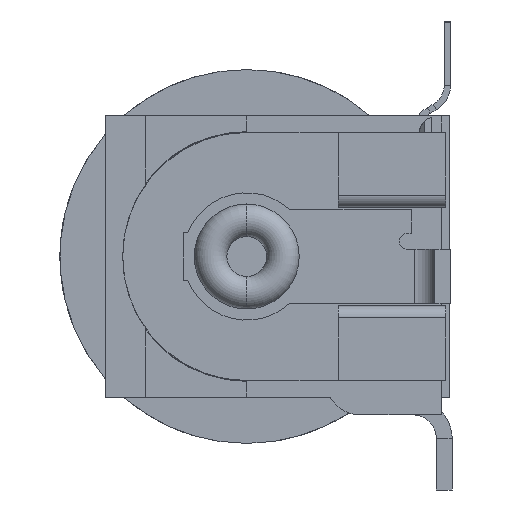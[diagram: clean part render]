
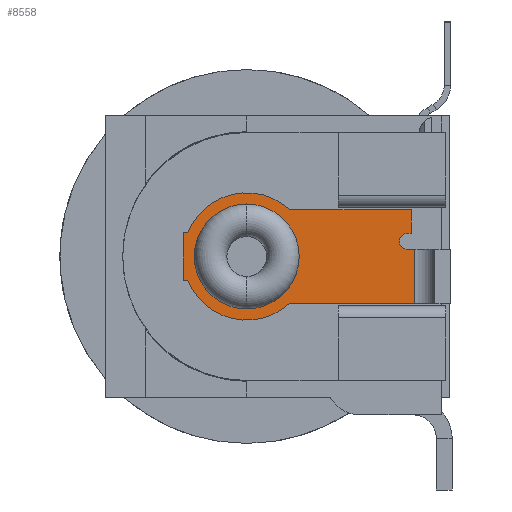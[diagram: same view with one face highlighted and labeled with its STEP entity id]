
A CAD part, left-side view. The second image highlights one B-rep face of the part: STEP entity #8558.
In plain terms, the highlighted planar face has unit normal (-1, 0, 0).
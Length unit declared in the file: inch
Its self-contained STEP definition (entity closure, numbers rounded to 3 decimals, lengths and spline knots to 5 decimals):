
#215 = VERTEX_POINT ( 'NONE', #11916 ) ;
#239 = ORIENTED_EDGE ( 'NONE', *, *, #14378, .F. ) ;
#512 = VERTEX_POINT ( 'NONE', #5890 ) ;
#546 = CARTESIAN_POINT ( 'NONE',  ( -0.347, 0., 0. ) ) ;
#692 = DIRECTION ( 'NONE',  ( 0., 1., 0. ) ) ;
#695 = VERTEX_POINT ( 'NONE', #4273 ) ;
#759 = DIRECTION ( 'NONE',  ( 0., -1., 0. ) ) ;
#807 = LINE ( 'NONE', #5986, #6555 ) ;
#835 = EDGE_CURVE ( 'NONE', #7635, #512, #11971, .T. ) ;
#1080 = CARTESIAN_POINT ( 'NONE',  ( -0.347, 0.07416, 0.03 ) ) ;
#1578 = ORIENTED_EDGE ( 'NONE', *, *, #1941, .T. ) ;
#1588 = VERTEX_POINT ( 'NONE', #10855 ) ;
#1608 = ORIENTED_EDGE ( 'NONE', *, *, #835, .T. ) ;
#1629 = VECTOR ( 'NONE', #3063, 39.37008 ) ;
#1692 = DIRECTION ( 'NONE',  ( 0., -1., 0. ) ) ;
#1726 = AXIS2_PLACEMENT_3D ( 'NONE', #10464, #3510, #11608 ) ;
#1739 = VERTEX_POINT ( 'NONE', #3207 ) ;
#1796 = DIRECTION ( 'NONE',  ( 0., 1., 0. ) ) ;
#1941 = EDGE_CURVE ( 'NONE', #1588, #215, #5430, .T. ) ;
#2139 = ORIENTED_EDGE ( 'NONE', *, *, #9966, .F. ) ;
#2162 = ORIENTED_EDGE ( 'NONE', *, *, #13990, .T. ) ;
#2316 = CARTESIAN_POINT ( 'NONE',  ( -0.347, 0., 0. ) ) ;
#2457 = ORIENTED_EDGE ( 'NONE', *, *, #3444, .T. ) ;
#2708 = LINE ( 'NONE', #6407, #11554 ) ;
#3063 = DIRECTION ( 'NONE',  ( 0., 0., 1. ) ) ;
#3167 = DIRECTION ( 'NONE',  ( 0., -1., 0. ) ) ;
#3207 = CARTESIAN_POINT ( 'NONE',  ( -0.347, -0.05403, -0.059 ) ) ;
#3304 = CARTESIAN_POINT ( 'NONE',  ( -0.347, 0., -0.03 ) ) ;
#3433 = DIRECTION ( 'NONE',  ( 0., -1., 0. ) ) ;
#3444 = EDGE_CURVE ( 'NONE', #12983, #1588, #4854, .T. ) ;
#3510 = DIRECTION ( 'NONE',  ( -1., 0., 0. ) ) ;
#3525 = EDGE_LOOP ( 'NONE', ( #11138, #239 ) ) ;
#4208 = CARTESIAN_POINT ( 'NONE',  ( -0.347, -0.21137, 0. ) ) ;
#4213 = CARTESIAN_POINT ( 'NONE',  ( -0.347, 0., -0.059 ) ) ;
#4273 = CARTESIAN_POINT ( 'NONE',  ( -0.347, -0.21137, 0.009 ) ) ;
#4423 = VECTOR ( 'NONE', #7287, 39.37008 ) ;
#4716 = CIRCLE ( 'NONE', #5308, 0.066 ) ;
#4782 = FACE_OUTER_BOUND ( 'NONE', #7555, .T. ) ;
#4787 = LINE ( 'NONE', #10737, #4423 ) ;
#4822 = EDGE_CURVE ( 'NONE', #695, #12983, #2708, .T. ) ;
#4854 = CIRCLE ( 'NONE', #12485, 0.01 ) ;
#4954 = EDGE_CURVE ( 'NONE', #10162, #695, #13907, .T. ) ;
#5274 = VECTOR ( 'NONE', #12662, 39.37008 ) ;
#5308 = AXIS2_PLACEMENT_3D ( 'NONE', #14588, #7644, #759 ) ;
#5312 = VERTEX_POINT ( 'NONE', #12938 ) ;
#5316 = CARTESIAN_POINT ( 'NONE',  ( -0.347, -0.202, 0.009 ) ) ;
#5430 = LINE ( 'NONE', #8057, #11590 ) ;
#5436 = PLANE ( 'NONE',  #8949 ) ;
#5808 = VECTOR ( 'NONE', #692, 39.37008 ) ;
#5890 = CARTESIAN_POINT ( 'NONE',  ( -0.347, -0.05403, 0.059 ) ) ;
#5986 = CARTESIAN_POINT ( 'NONE',  ( -0.347, 0., 0.03 ) ) ;
#6211 = CARTESIAN_POINT ( 'NONE',  ( -0.347, 0.08, -0.03 ) ) ;
#6260 = CARTESIAN_POINT ( 'NONE',  ( -0.347, 0.07416, -0.03 ) ) ;
#6362 = CARTESIAN_POINT ( 'NONE',  ( -0.347, -0.207, 0.059 ) ) ;
#6407 = CARTESIAN_POINT ( 'NONE',  ( -0.347, 0., 0.009 ) ) ;
#6555 = VECTOR ( 'NONE', #12920, 39.37008 ) ;
#6604 = CARTESIAN_POINT ( 'NONE',  ( -0.347, -0.202, 0.019 ) ) ;
#6683 = ORIENTED_EDGE ( 'NONE', *, *, #4822, .T. ) ;
#6704 = CARTESIAN_POINT ( 'NONE',  ( -0.347, 0., 0.059 ) ) ;
#7287 = DIRECTION ( 'NONE',  ( 0., 0., -1. ) ) ;
#7517 = FACE_BOUND ( 'NONE', #3525, .T. ) ;
#7555 = EDGE_LOOP ( 'NONE', ( #2139, #1608, #11804, #2162, #9019, #12339, #13741, #8925, #11471, #6683, #2457, #1578 ) ) ;
#7635 = VERTEX_POINT ( 'NONE', #6362 ) ;
#7644 = DIRECTION ( 'NONE',  ( -1., 0., 0. ) ) ;
#7768 = DIRECTION ( 'NONE',  ( 0., -1., 0. ) ) ;
#8057 = CARTESIAN_POINT ( 'NONE',  ( -0.347, 0., 0.029 ) ) ;
#8290 = VERTEX_POINT ( 'NONE', #6211 ) ;
#8342 = EDGE_CURVE ( 'NONE', #512, #9358, #8967, .T. ) ;
#8366 = LINE ( 'NONE', #3304, #5274 ) ;
#8382 = VERTEX_POINT ( 'NONE', #6260 ) ;
#8423 = LINE ( 'NONE', #9858, #11858 ) ;
#8513 = AXIS2_PLACEMENT_3D ( 'NONE', #2316, #10389, #3433 ) ;
#8532 = EDGE_CURVE ( 'NONE', #1739, #10162, #10965, .T. ) ;
#8558 = ADVANCED_FACE ( 'NONE', ( #7517, #4782 ), #5436, .T. ) ;
#8578 = DIRECTION ( 'NONE',  ( -1., 0., 0. ) ) ;
#8674 = DIRECTION ( 'NONE',  ( 0., 0., -1. ) ) ;
#8707 = CIRCLE ( 'NONE', #8513, 0.08 ) ;
#8754 = EDGE_CURVE ( 'NONE', #5312, #10783, #14957, .T. ) ;
#8885 = CARTESIAN_POINT ( 'NONE',  ( -0.347, 0., 0. ) ) ;
#8925 = ORIENTED_EDGE ( 'NONE', *, *, #8532, .T. ) ;
#8930 = CARTESIAN_POINT ( 'NONE',  ( -0.347, -0.21137, -0.059 ) ) ;
#8949 = AXIS2_PLACEMENT_3D ( 'NONE', #8885, #10124, #3167 ) ;
#8967 = CIRCLE ( 'NONE', #12341, 0.08 ) ;
#9019 = ORIENTED_EDGE ( 'NONE', *, *, #9714, .T. ) ;
#9358 = VERTEX_POINT ( 'NONE', #1080 ) ;
#9714 = EDGE_CURVE ( 'NONE', #14351, #8290, #4787, .T. ) ;
#9858 = CARTESIAN_POINT ( 'NONE',  ( -0.347, -0.207, 0.029 ) ) ;
#9966 = EDGE_CURVE ( 'NONE', #7635, #215, #8423, .T. ) ;
#10124 = DIRECTION ( 'NONE',  ( -1., 0., 0. ) ) ;
#10162 = VERTEX_POINT ( 'NONE', #8930 ) ;
#10389 = DIRECTION ( 'NONE',  ( -1., 0., 0. ) ) ;
#10464 = CARTESIAN_POINT ( 'NONE',  ( -0.347, 0., 0. ) ) ;
#10737 = CARTESIAN_POINT ( 'NONE',  ( -0.347, 0.08, 0. ) ) ;
#10783 = VERTEX_POINT ( 'NONE', #13216 ) ;
#10855 = CARTESIAN_POINT ( 'NONE',  ( -0.347, -0.202, 0.029 ) ) ;
#10965 = LINE ( 'NONE', #4213, #13671 ) ;
#11138 = ORIENTED_EDGE ( 'NONE', *, *, #8754, .F. ) ;
#11471 = ORIENTED_EDGE ( 'NONE', *, *, #4954, .T. ) ;
#11554 = VECTOR ( 'NONE', #1796, 39.37008 ) ;
#11590 = VECTOR ( 'NONE', #14969, 39.37008 ) ;
#11608 = DIRECTION ( 'NONE',  ( 0., -1., 0. ) ) ;
#11804 = ORIENTED_EDGE ( 'NONE', *, *, #8342, .T. ) ;
#11858 = VECTOR ( 'NONE', #8674, 39.37008 ) ;
#11916 = CARTESIAN_POINT ( 'NONE',  ( -0.347, -0.207, 0.029 ) ) ;
#11971 = LINE ( 'NONE', #6704, #5808 ) ;
#12330 = DIRECTION ( 'NONE',  ( 0., -1., 0. ) ) ;
#12339 = ORIENTED_EDGE ( 'NONE', *, *, #12433, .T. ) ;
#12341 = AXIS2_PLACEMENT_3D ( 'NONE', #546, #8578, #1692 ) ;
#12433 = EDGE_CURVE ( 'NONE', #8290, #8382, #8366, .T. ) ;
#12485 = AXIS2_PLACEMENT_3D ( 'NONE', #6604, #14717, #7768 ) ;
#12662 = DIRECTION ( 'NONE',  ( 0., -1., 0. ) ) ;
#12920 = DIRECTION ( 'NONE',  ( 0., 1., 0. ) ) ;
#12938 = CARTESIAN_POINT ( 'NONE',  ( -0.347, 0., -0.066 ) ) ;
#12983 = VERTEX_POINT ( 'NONE', #5316 ) ;
#13216 = CARTESIAN_POINT ( 'NONE',  ( -0.347, 0., 0.066 ) ) ;
#13302 = EDGE_CURVE ( 'NONE', #8382, #1739, #8707, .T. ) ;
#13369 = CARTESIAN_POINT ( 'NONE',  ( -0.347, 0.08, 0.03 ) ) ;
#13671 = VECTOR ( 'NONE', #12330, 39.37008 ) ;
#13741 = ORIENTED_EDGE ( 'NONE', *, *, #13302, .T. ) ;
#13907 = LINE ( 'NONE', #4208, #1629 ) ;
#13990 = EDGE_CURVE ( 'NONE', #9358, #14351, #807, .T. ) ;
#14351 = VERTEX_POINT ( 'NONE', #13369 ) ;
#14378 = EDGE_CURVE ( 'NONE', #10783, #5312, #4716, .T. ) ;
#14588 = CARTESIAN_POINT ( 'NONE',  ( -0.347, 0., 0. ) ) ;
#14717 = DIRECTION ( 'NONE',  ( 1., 0., 0. ) ) ;
#14957 = CIRCLE ( 'NONE', #1726, 0.066 ) ;
#14969 = DIRECTION ( 'NONE',  ( 0., -1., 0. ) ) ;
